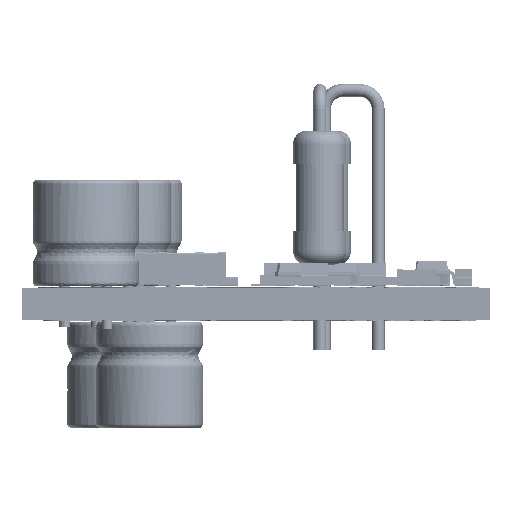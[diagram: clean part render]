
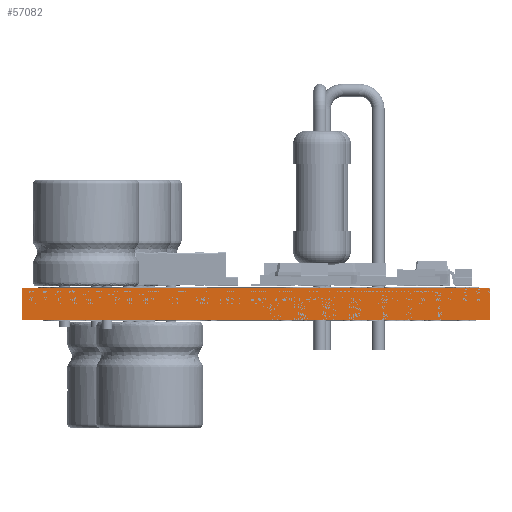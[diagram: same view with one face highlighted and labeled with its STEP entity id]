
A CAD part, left-side view. The second image highlights one B-rep face of the part: STEP entity #57082.
In plain terms, the highlighted planar face has unit normal (-1, 0, 0).
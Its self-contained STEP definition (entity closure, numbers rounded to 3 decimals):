
#57026 = VERTEX_POINT('',#57027);
#57027 = CARTESIAN_POINT('',(60.,-39.,1.51));
#57033 = EDGE_CURVE('',#57034,#57026,#57036,.T.);
#57034 = VERTEX_POINT('',#57035);
#57035 = CARTESIAN_POINT('',(60.,-39.,0.));
#57036 = LINE('',#57037,#57038);
#57037 = CARTESIAN_POINT('',(60.,-39.,0.));
#57038 = VECTOR('',#57039,1.);
#57039 = DIRECTION('',(0.,0.,1.));
#57082 = ADVANCED_FACE('',(#57083),#57108,.T.);
#57083 = FACE_BOUND('',#57084,.T.);
#57084 = EDGE_LOOP('',(#57085,#57086,#57094,#57102));
#57085 = ORIENTED_EDGE('',*,*,#57033,.T.);
#57086 = ORIENTED_EDGE('',*,*,#57087,.T.);
#57087 = EDGE_CURVE('',#57026,#57088,#57090,.T.);
#57088 = VERTEX_POINT('',#57089);
#57089 = CARTESIAN_POINT('',(60.,-17.,1.51));
#57090 = LINE('',#57091,#57092);
#57091 = CARTESIAN_POINT('',(60.,-39.,1.51));
#57092 = VECTOR('',#57093,1.);
#57093 = DIRECTION('',(0.,1.,0.));
#57094 = ORIENTED_EDGE('',*,*,#57095,.F.);
#57095 = EDGE_CURVE('',#57096,#57088,#57098,.T.);
#57096 = VERTEX_POINT('',#57097);
#57097 = CARTESIAN_POINT('',(60.,-17.,0.));
#57098 = LINE('',#57099,#57100);
#57099 = CARTESIAN_POINT('',(60.,-17.,0.));
#57100 = VECTOR('',#57101,1.);
#57101 = DIRECTION('',(0.,0.,1.));
#57102 = ORIENTED_EDGE('',*,*,#57103,.F.);
#57103 = EDGE_CURVE('',#57034,#57096,#57104,.T.);
#57104 = LINE('',#57105,#57106);
#57105 = CARTESIAN_POINT('',(60.,-39.,0.));
#57106 = VECTOR('',#57107,1.);
#57107 = DIRECTION('',(0.,1.,0.));
#57108 = PLANE('',#57109);
#57109 = AXIS2_PLACEMENT_3D('',#57110,#57111,#57112);
#57110 = CARTESIAN_POINT('',(60.,-39.,0.));
#57111 = DIRECTION('',(-1.,0.,0.));
#57112 = DIRECTION('',(0.,1.,0.));
